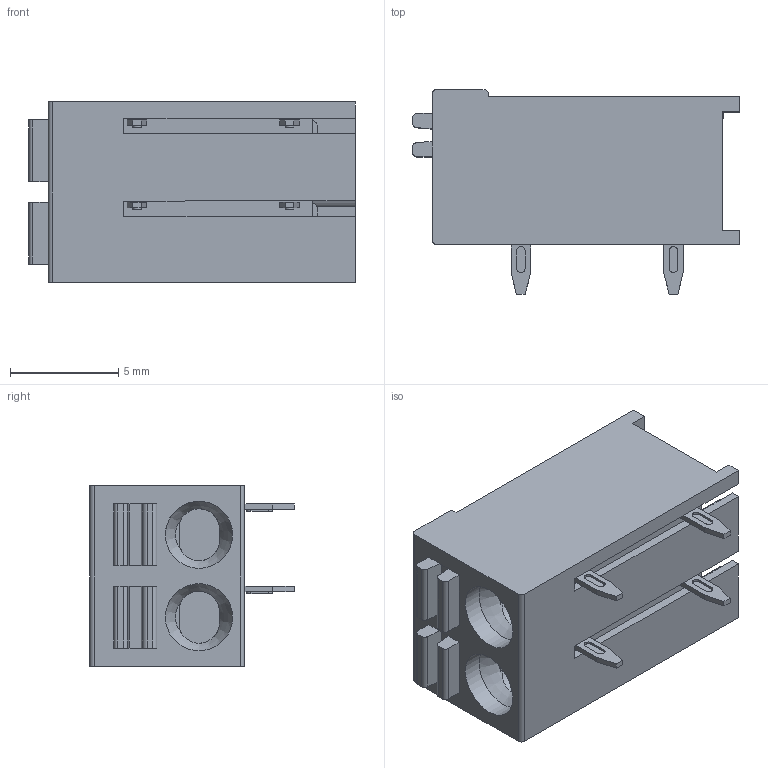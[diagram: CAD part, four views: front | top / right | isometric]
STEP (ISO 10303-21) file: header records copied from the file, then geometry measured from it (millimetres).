
FILE_DESCRIPTION(('STEP AP214'),'1');
FILE_NAME('MPM1xx-3.81-H.stp','2022-05-12T15:55:16',(' '),(' '),'Spatial InterOp 3D',' ',' ');
FILE_SCHEMA(('AUTOMOTIVE_DESIGN { 1 0 10303 214 1 1 1 1 }'));
Length unit declared in the file: metre
Products named in the file (1): 1652421142
Bounding box: 15.1 x 9.45 x 8.32 mm (x, y, z)
Volume: 702.1 mm3; surface area: 723 mm2
Topology: 1 solids, 1 shells, 274 faces, 732 edges, 479 vertices
Faces by surface type: plane 222, cylinder 49, cone 3
Full cylindrical faces by diameter (mm): 3.1 x2
Entity records: 10627 total; most frequent: CARTESIAN_POINT 1568, ORIENTED_EDGE 1444, DIRECTION 1354, EDGE_CURVE 722, LINE 614, VECTOR 614, VERTEX_POINT 474, AXIS2_PLACEMENT_3D 370
